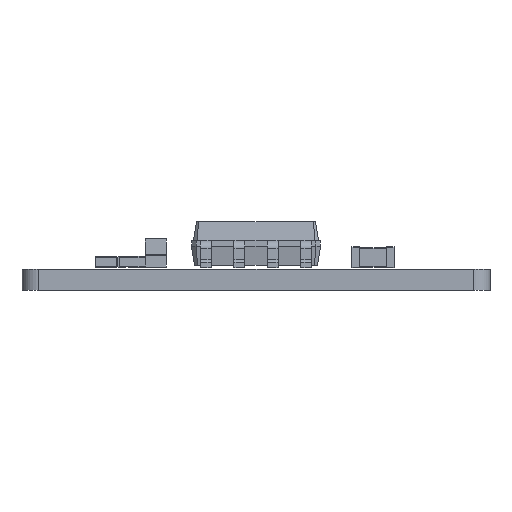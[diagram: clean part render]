
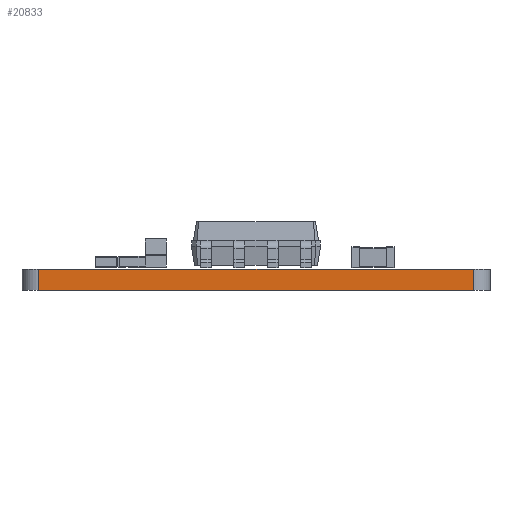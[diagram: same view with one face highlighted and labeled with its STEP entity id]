
A CAD part, left-side view. The second image highlights one B-rep face of the part: STEP entity #20833.
In plain terms, the highlighted planar face has unit normal (-1, 0, 0).
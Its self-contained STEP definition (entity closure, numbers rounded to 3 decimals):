
#18590 = PLANE('',#18591);
#18591 = AXIS2_PLACEMENT_3D('',#18592,#18593,#18594);
#18592 = CARTESIAN_POINT('',(13.97,7.62,0.8));
#18593 = DIRECTION('',(-0.,-0.,-1.));
#18594 = DIRECTION('',(-1.,0.,0.));
#18644 = PLANE('',#18645);
#18645 = AXIS2_PLACEMENT_3D('',#18646,#18647,#18648);
#18646 = CARTESIAN_POINT('',(13.97,7.62,0.));
#18647 = DIRECTION('',(-0.,-0.,-1.));
#18648 = DIRECTION('',(-1.,0.,0.));
#18857 = VERTEX_POINT('',#18858);
#18858 = CARTESIAN_POINT('',(-1.27,-0.635,0.));
#18877 = CYLINDRICAL_SURFACE('',#18878,0.635);
#18878 = AXIS2_PLACEMENT_3D('',#18879,#18880,#18881);
#18879 = CARTESIAN_POINT('',(-0.635,-0.635,0.));
#18880 = DIRECTION('',(-0.,-0.,-1.));
#18881 = DIRECTION('',(1.,0.,-0.));
#18889 = EDGE_CURVE('',#18857,#18890,#18892,.T.);
#18890 = VERTEX_POINT('',#18891);
#18891 = CARTESIAN_POINT('',(-1.27,15.875,0.));
#18892 = SURFACE_CURVE('',#18893,(#18897,#18904),.PCURVE_S1.);
#18893 = LINE('',#18894,#18895);
#18894 = CARTESIAN_POINT('',(-1.27,-0.635,0.));
#18895 = VECTOR('',#18896,1.);
#18896 = DIRECTION('',(0.,1.,0.));
#18897 = PCURVE('',#18644,#18898);
#18898 = DEFINITIONAL_REPRESENTATION('',(#18899),#18903);
#18899 = LINE('',#18900,#18901);
#18900 = CARTESIAN_POINT('',(15.24,-8.255));
#18901 = VECTOR('',#18902,1.);
#18902 = DIRECTION('',(0.,1.));
#18903 = ( GEOMETRIC_REPRESENTATION_CONTEXT(2) 
PARAMETRIC_REPRESENTATION_CONTEXT() REPRESENTATION_CONTEXT('2D SPACE',''
  ) );
#18904 = PCURVE('',#18905,#18910);
#18905 = PLANE('',#18906);
#18906 = AXIS2_PLACEMENT_3D('',#18907,#18908,#18909);
#18907 = CARTESIAN_POINT('',(-1.27,-0.635,0.));
#18908 = DIRECTION('',(-1.,0.,0.));
#18909 = DIRECTION('',(0.,1.,0.));
#18910 = DEFINITIONAL_REPRESENTATION('',(#18911),#18915);
#18911 = LINE('',#18912,#18913);
#18912 = CARTESIAN_POINT('',(0.,0.));
#18913 = VECTOR('',#18914,1.);
#18914 = DIRECTION('',(1.,0.));
#18915 = ( GEOMETRIC_REPRESENTATION_CONTEXT(2) 
PARAMETRIC_REPRESENTATION_CONTEXT() REPRESENTATION_CONTEXT('2D SPACE',''
  ) );
#18938 = CYLINDRICAL_SURFACE('',#18939,0.635);
#18939 = AXIS2_PLACEMENT_3D('',#18940,#18941,#18942);
#18940 = CARTESIAN_POINT('',(-0.635,15.875,0.));
#18941 = DIRECTION('',(-0.,-0.,-1.));
#18942 = DIRECTION('',(1.,0.,-0.));
#19876 = VERTEX_POINT('',#19877);
#19877 = CARTESIAN_POINT('',(-1.27,-0.635,0.8));
#19903 = EDGE_CURVE('',#19876,#19904,#19906,.T.);
#19904 = VERTEX_POINT('',#19905);
#19905 = CARTESIAN_POINT('',(-1.27,15.875,0.8));
#19906 = SURFACE_CURVE('',#19907,(#19911,#19918),.PCURVE_S1.);
#19907 = LINE('',#19908,#19909);
#19908 = CARTESIAN_POINT('',(-1.27,-0.635,0.8));
#19909 = VECTOR('',#19910,1.);
#19910 = DIRECTION('',(0.,1.,0.));
#19911 = PCURVE('',#18590,#19912);
#19912 = DEFINITIONAL_REPRESENTATION('',(#19913),#19917);
#19913 = LINE('',#19914,#19915);
#19914 = CARTESIAN_POINT('',(15.24,-8.255));
#19915 = VECTOR('',#19916,1.);
#19916 = DIRECTION('',(0.,1.));
#19917 = ( GEOMETRIC_REPRESENTATION_CONTEXT(2) 
PARAMETRIC_REPRESENTATION_CONTEXT() REPRESENTATION_CONTEXT('2D SPACE',''
  ) );
#19918 = PCURVE('',#18905,#19919);
#19919 = DEFINITIONAL_REPRESENTATION('',(#19920),#19924);
#19920 = LINE('',#19921,#19922);
#19921 = CARTESIAN_POINT('',(0.,-0.8));
#19922 = VECTOR('',#19923,1.);
#19923 = DIRECTION('',(1.,0.));
#19924 = ( GEOMETRIC_REPRESENTATION_CONTEXT(2) 
PARAMETRIC_REPRESENTATION_CONTEXT() REPRESENTATION_CONTEXT('2D SPACE',''
  ) );
#20785 = EDGE_CURVE('',#18890,#19904,#20786,.T.);
#20786 = SURFACE_CURVE('',#20787,(#20791,#20798),.PCURVE_S1.);
#20787 = LINE('',#20788,#20789);
#20788 = CARTESIAN_POINT('',(-1.27,15.875,0.));
#20789 = VECTOR('',#20790,1.);
#20790 = DIRECTION('',(0.,0.,1.));
#20791 = PCURVE('',#18938,#20792);
#20792 = DEFINITIONAL_REPRESENTATION('',(#20793),#20797);
#20793 = LINE('',#20794,#20795);
#20794 = CARTESIAN_POINT('',(-3.142,0.));
#20795 = VECTOR('',#20796,1.);
#20796 = DIRECTION('',(-0.,-1.));
#20797 = ( GEOMETRIC_REPRESENTATION_CONTEXT(2) 
PARAMETRIC_REPRESENTATION_CONTEXT() REPRESENTATION_CONTEXT('2D SPACE',''
  ) );
#20798 = PCURVE('',#18905,#20799);
#20799 = DEFINITIONAL_REPRESENTATION('',(#20800),#20804);
#20800 = LINE('',#20801,#20802);
#20801 = CARTESIAN_POINT('',(16.51,0.));
#20802 = VECTOR('',#20803,1.);
#20803 = DIRECTION('',(0.,-1.));
#20804 = ( GEOMETRIC_REPRESENTATION_CONTEXT(2) 
PARAMETRIC_REPRESENTATION_CONTEXT() REPRESENTATION_CONTEXT('2D SPACE',''
  ) );
#20810 = EDGE_CURVE('',#18857,#19876,#20811,.T.);
#20811 = SURFACE_CURVE('',#20812,(#20816,#20823),.PCURVE_S1.);
#20812 = LINE('',#20813,#20814);
#20813 = CARTESIAN_POINT('',(-1.27,-0.635,0.));
#20814 = VECTOR('',#20815,1.);
#20815 = DIRECTION('',(0.,0.,1.));
#20816 = PCURVE('',#18877,#20817);
#20817 = DEFINITIONAL_REPRESENTATION('',(#20818),#20822);
#20818 = LINE('',#20819,#20820);
#20819 = CARTESIAN_POINT('',(-3.142,0.));
#20820 = VECTOR('',#20821,1.);
#20821 = DIRECTION('',(-0.,-1.));
#20822 = ( GEOMETRIC_REPRESENTATION_CONTEXT(2) 
PARAMETRIC_REPRESENTATION_CONTEXT() REPRESENTATION_CONTEXT('2D SPACE',''
  ) );
#20823 = PCURVE('',#18905,#20824);
#20824 = DEFINITIONAL_REPRESENTATION('',(#20825),#20829);
#20825 = LINE('',#20826,#20827);
#20826 = CARTESIAN_POINT('',(0.,0.));
#20827 = VECTOR('',#20828,1.);
#20828 = DIRECTION('',(0.,-1.));
#20829 = ( GEOMETRIC_REPRESENTATION_CONTEXT(2) 
PARAMETRIC_REPRESENTATION_CONTEXT() REPRESENTATION_CONTEXT('2D SPACE',''
  ) );
#20833 = ADVANCED_FACE('',(#20834),#18905,.T.);
#20834 = FACE_BOUND('',#20835,.T.);
#20835 = EDGE_LOOP('',(#20836,#20837,#20838,#20839));
#20836 = ORIENTED_EDGE('',*,*,#20810,.T.);
#20837 = ORIENTED_EDGE('',*,*,#19903,.T.);
#20838 = ORIENTED_EDGE('',*,*,#20785,.F.);
#20839 = ORIENTED_EDGE('',*,*,#18889,.F.);
